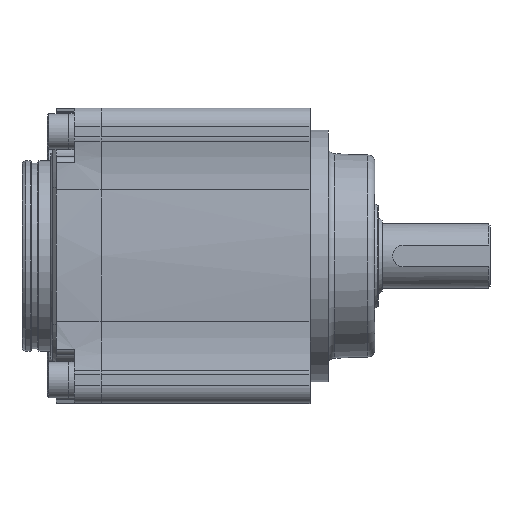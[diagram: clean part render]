
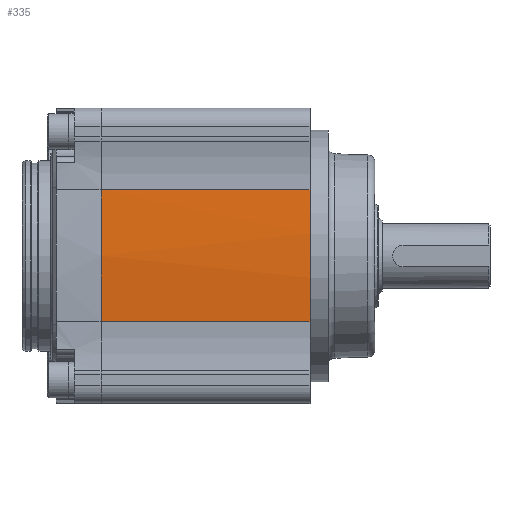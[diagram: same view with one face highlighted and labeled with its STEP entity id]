
A CAD part, top view. The second image highlights one B-rep face of the part: STEP entity #335.
In plain terms, the highlighted cylindrical face has radius 170 mm (diameter 340 mm), a partial arc.
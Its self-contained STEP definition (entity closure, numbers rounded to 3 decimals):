
#335 = ADVANCED_FACE( '', ( #1055 ), #1056, .T. );
#1055 = FACE_OUTER_BOUND( '', #2208, .T. );
#1056 = CYLINDRICAL_SURFACE( '', #2209, 170. );
#2208 = EDGE_LOOP( '', ( #4157, #4158, #4159, #4160 ) );
#2209 = AXIS2_PLACEMENT_3D( '', #4161, #4162, #4163 );
#4157 = ORIENTED_EDGE( '', *, *, #6964, .T. );
#4158 = ORIENTED_EDGE( '', *, *, #6965, .T. );
#4159 = ORIENTED_EDGE( '', *, *, #6966, .F. );
#4160 = ORIENTED_EDGE( '', *, *, #6967, .F. );
#4161 = CARTESIAN_POINT( '', ( -70.5, 0., -129.003 ) );
#4162 = DIRECTION( '', ( -1., 0., 0. ) );
#4163 = DIRECTION( '', ( 0., 0., -1. ) );
#6964 = EDGE_CURVE( '', #8340, #8341, #8342, .F. );
#6965 = EDGE_CURVE( '', #8341, #8343, #8344, .T. );
#6966 = EDGE_CURVE( '', #8345, #8343, #8346, .T. );
#6967 = EDGE_CURVE( '', #8340, #8345, #8347, .T. );
#8340 = VERTEX_POINT( '', #10963 );
#8341 = VERTEX_POINT( '', #10964 );
#8342 = B_SPLINE_CURVE_WITH_KNOTS( '', 3, ( #10965, #10966, #10967, #10968 ), .UNSPECIFIED., .F., .F., ( 4, 4 ), ( 0., 1. ), .UNSPECIFIED. );
#8343 = VERTEX_POINT( '', #10969 );
#8344 = LINE( '', #10970, #10971 );
#8345 = VERTEX_POINT( '', #10972 );
#8346 = CIRCLE( '', #10973, 170. );
#8347 = LINE( '', #10974, #10975 );
#10963 = CARTESIAN_POINT( '', ( -58., 18.29, 40.01 ) );
#10964 = CARTESIAN_POINT( '', ( -58., -18.29, 40.01 ) );
#10965 = CARTESIAN_POINT( '', ( -58., -18.29, 40.01 ) );
#10966 = CARTESIAN_POINT( '', ( -58., -6.144, 41.324 ) );
#10967 = CARTESIAN_POINT( '', ( -58., 6.144, 41.324 ) );
#10968 = CARTESIAN_POINT( '', ( -58., 18.29, 40.01 ) );
#10969 = CARTESIAN_POINT( '', ( 0., -18.29, 40.01 ) );
#10970 = CARTESIAN_POINT( '', ( -70.5, -18.29, 40.01 ) );
#10971 = VECTOR( '', #13632, 1000. );
#10972 = CARTESIAN_POINT( '', ( 0., 18.29, 40.01 ) );
#10973 = AXIS2_PLACEMENT_3D( '', #13633, #13634, #13635 );
#10974 = CARTESIAN_POINT( '', ( -70.5, 18.29, 40.01 ) );
#10975 = VECTOR( '', #13636, 1000. );
#13632 = DIRECTION( '', ( 1., 0., 0. ) );
#13633 = CARTESIAN_POINT( '', ( 0., 0., -129.003 ) );
#13634 = DIRECTION( '', ( 1., 0., 0. ) );
#13635 = DIRECTION( '', ( 0., 0., -1. ) );
#13636 = DIRECTION( '', ( 1., 0., 0. ) );
